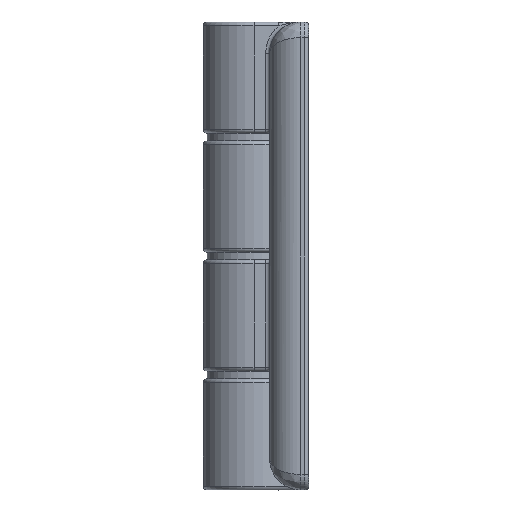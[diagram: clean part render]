
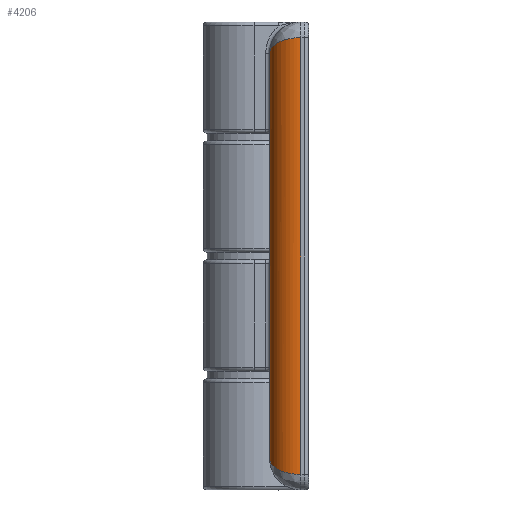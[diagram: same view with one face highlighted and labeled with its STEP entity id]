
A CAD part, left-side view. The second image highlights one B-rep face of the part: STEP entity #4206.
In plain terms, the highlighted cylindrical face has radius 4 mm (diameter 8 mm), a partial arc.
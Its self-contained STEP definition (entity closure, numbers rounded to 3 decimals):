
#180=CYLINDRICAL_SURFACE('',#4561,4.);
#333=B_SPLINE_CURVE_WITH_KNOTS('',3,(#7691,#7692,#7693,#7694,#7695,#7696,
#7697,#7698,#7699,#7700,#7701,#7702,#7703,#7704,#7705,#7706,#7707,#7708,
#7709,#7710,#7711,#7712,#7713,#7714,#7715,#7716,#7717,#7718,#7719,#7720,
#7721,#7722,#7723,#7724,#7725,#7726,#7727,#7728,#7729,#7730,#7731,#7732,
#7733,#7734,#7735,#7736),.UNSPECIFIED.,.F.,.F.,(4,3,3,3,3,3,3,3,3,3,3,3,
3,3,3,4),(0.,0.109,0.125,0.236,0.25,0.364,
0.375,0.491,0.5,0.618,0.625,0.746,0.75,
0.873,0.875,1.),.UNSPECIFIED.);
#334=B_SPLINE_CURVE_WITH_KNOTS('',3,(#7752,#7753,#7754,#7755,#7756,#7757,
#7758,#7759,#7760,#7761,#7762,#7763,#7764,#7765,#7766,#7767,#7768,#7769,
#7770,#7771,#7772,#7773,#7774,#7775,#7776,#7777,#7778,#7779,#7780,#7781,
#7782,#7783,#7784,#7785,#7786,#7787,#7788,#7789,#7790,#7791,#7792,#7793,
#7794,#7795,#7796,#7797),.UNSPECIFIED.,.F.,.F.,(4,3,3,3,3,3,3,3,3,3,3,3,
3,3,3,4),(0.,0.125,0.127,0.25,0.254,0.375,0.382,
0.5,0.509,0.625,0.636,0.75,0.764,0.875,
0.891,1.),.UNSPECIFIED.);
#416=FACE_OUTER_BOUND('',#718,.T.);
#718=EDGE_LOOP('',(#3102,#3103,#3104,#3105));
#1304=LINE('',#6758,#1563);
#1355=LINE('',#7750,#1614);
#1563=VECTOR('',#5130,52.);
#1614=VECTOR('',#5369,56.);
#1841=VERTEX_POINT('',#6755);
#1842=VERTEX_POINT('',#6757);
#1912=VERTEX_POINT('',#7680);
#1915=VERTEX_POINT('',#7748);
#2206=EDGE_CURVE('',#1841,#1842,#1304,.T.);
#2328=EDGE_CURVE('',#1912,#1841,#333,.T.);
#2335=EDGE_CURVE('',#1912,#1915,#1355,.T.);
#2336=EDGE_CURVE('',#1842,#1915,#334,.T.);
#3102=ORIENTED_EDGE('',*,*,#2335,.T.);
#3103=ORIENTED_EDGE('',*,*,#2336,.F.);
#3104=ORIENTED_EDGE('',*,*,#2206,.F.);
#3105=ORIENTED_EDGE('',*,*,#2328,.F.);
#4206=ADVANCED_FACE('',(#416),#180,.T.);
#4561=AXIS2_PLACEMENT_3D('',#7751,#5370,#5371);
#5130=DIRECTION('',(0.,-1.,0.));
#5369=DIRECTION('',(0.,-1.,0.));
#5370=DIRECTION('center_axis',(0.,-1.,0.));
#5371=DIRECTION('ref_axis',(0.,0.,-1.));
#6755=CARTESIAN_POINT('',(25.,26.,2.));
#6757=CARTESIAN_POINT('',(25.,-26.,2.));
#6758=CARTESIAN_POINT('',(25.,26.,2.));
#7680=CARTESIAN_POINT('',(29.,28.,6.));
#7691=CARTESIAN_POINT('Ctrl Pts',(29.,28.,6.));
#7692=CARTESIAN_POINT('Ctrl Pts',(29.,28.,5.787));
#7693=CARTESIAN_POINT('Ctrl Pts',(28.983,27.991,5.573));
#7694=CARTESIAN_POINT('Ctrl Pts',(28.949,27.974,5.361));
#7695=CARTESIAN_POINT('Ctrl Pts',(28.944,27.972,5.33));
#7696=CARTESIAN_POINT('Ctrl Pts',(28.938,27.969,5.3));
#7697=CARTESIAN_POINT('Ctrl Pts',(28.933,27.966,5.269));
#7698=CARTESIAN_POINT('Ctrl Pts',(28.892,27.946,5.053));
#7699=CARTESIAN_POINT('Ctrl Pts',(28.834,27.917,4.839));
#7700=CARTESIAN_POINT('Ctrl Pts',(28.758,27.879,4.629));
#7701=CARTESIAN_POINT('Ctrl Pts',(28.749,27.874,4.604));
#7702=CARTESIAN_POINT('Ctrl Pts',(28.739,27.87,4.579));
#7703=CARTESIAN_POINT('Ctrl Pts',(28.729,27.865,4.554));
#7704=CARTESIAN_POINT('Ctrl Pts',(28.647,27.824,4.341));
#7705=CARTESIAN_POINT('Ctrl Pts',(28.546,27.773,4.135));
#7706=CARTESIAN_POINT('Ctrl Pts',(28.426,27.713,3.936));
#7707=CARTESIAN_POINT('Ctrl Pts',(28.414,27.707,3.916));
#7708=CARTESIAN_POINT('Ctrl Pts',(28.402,27.701,3.897));
#7709=CARTESIAN_POINT('Ctrl Pts',(28.39,27.695,3.877));
#7710=CARTESIAN_POINT('Ctrl Pts',(28.264,27.632,3.676));
#7711=CARTESIAN_POINT('Ctrl Pts',(28.119,27.56,3.484));
#7712=CARTESIAN_POINT('Ctrl Pts',(27.955,27.478,3.304));
#7713=CARTESIAN_POINT('Ctrl Pts',(27.943,27.471,3.29));
#7714=CARTESIAN_POINT('Ctrl Pts',(27.93,27.465,3.277));
#7715=CARTESIAN_POINT('Ctrl Pts',(27.917,27.458,3.263));
#7716=CARTESIAN_POINT('Ctrl Pts',(27.747,27.373,3.082));
#7717=CARTESIAN_POINT('Ctrl Pts',(27.558,27.279,2.914));
#7718=CARTESIAN_POINT('Ctrl Pts',(27.352,27.176,2.764));
#7719=CARTESIAN_POINT('Ctrl Pts',(27.34,27.17,2.756));
#7720=CARTESIAN_POINT('Ctrl Pts',(27.328,27.164,2.747));
#7721=CARTESIAN_POINT('Ctrl Pts',(27.316,27.158,2.739));
#7722=CARTESIAN_POINT('Ctrl Pts',(27.105,27.052,2.589));
#7723=CARTESIAN_POINT('Ctrl Pts',(26.875,26.938,2.457));
#7724=CARTESIAN_POINT('Ctrl Pts',(26.633,26.816,2.348));
#7725=CARTESIAN_POINT('Ctrl Pts',(26.624,26.812,2.344));
#7726=CARTESIAN_POINT('Ctrl Pts',(26.615,26.807,2.34));
#7727=CARTESIAN_POINT('Ctrl Pts',(26.605,26.803,2.336));
#7728=CARTESIAN_POINT('Ctrl Pts',(26.357,26.678,2.227));
#7729=CARTESIAN_POINT('Ctrl Pts',(26.094,26.547,2.143));
#7730=CARTESIAN_POINT('Ctrl Pts',(25.829,26.415,2.087));
#7731=CARTESIAN_POINT('Ctrl Pts',(25.824,26.412,2.086));
#7732=CARTESIAN_POINT('Ctrl Pts',(25.82,26.41,2.085));
#7733=CARTESIAN_POINT('Ctrl Pts',(25.815,26.407,2.084));
#7734=CARTESIAN_POINT('Ctrl Pts',(25.545,26.273,2.028));
#7735=CARTESIAN_POINT('Ctrl Pts',(25.272,26.137,2.));
#7736=CARTESIAN_POINT('Ctrl Pts',(25.,26.,2.));
#7748=CARTESIAN_POINT('',(29.,-28.,6.));
#7750=CARTESIAN_POINT('',(29.,28.,6.));
#7751=CARTESIAN_POINT('Origin',(25.,108.216,6.));
#7752=CARTESIAN_POINT('Ctrl Pts',(25.,-26.,2.));
#7753=CARTESIAN_POINT('Ctrl Pts',(25.273,-26.137,2.));
#7754=CARTESIAN_POINT('Ctrl Pts',(25.546,-26.273,2.028));
#7755=CARTESIAN_POINT('Ctrl Pts',(25.816,-26.408,2.084));
#7756=CARTESIAN_POINT('Ctrl Pts',(25.821,-26.41,2.085));
#7757=CARTESIAN_POINT('Ctrl Pts',(25.826,-26.413,2.086));
#7758=CARTESIAN_POINT('Ctrl Pts',(25.83,-26.415,2.087));
#7759=CARTESIAN_POINT('Ctrl Pts',(26.096,-26.548,2.143));
#7760=CARTESIAN_POINT('Ctrl Pts',(26.358,-26.679,2.228));
#7761=CARTESIAN_POINT('Ctrl Pts',(26.607,-26.803,2.337));
#7762=CARTESIAN_POINT('Ctrl Pts',(26.616,-26.808,2.341));
#7763=CARTESIAN_POINT('Ctrl Pts',(26.625,-26.812,2.345));
#7764=CARTESIAN_POINT('Ctrl Pts',(26.634,-26.817,2.349));
#7765=CARTESIAN_POINT('Ctrl Pts',(26.877,-26.938,2.458));
#7766=CARTESIAN_POINT('Ctrl Pts',(27.106,-27.053,2.589));
#7767=CARTESIAN_POINT('Ctrl Pts',(27.317,-27.159,2.74));
#7768=CARTESIAN_POINT('Ctrl Pts',(27.329,-27.165,2.748));
#7769=CARTESIAN_POINT('Ctrl Pts',(27.341,-27.17,2.757));
#7770=CARTESIAN_POINT('Ctrl Pts',(27.353,-27.176,2.765));
#7771=CARTESIAN_POINT('Ctrl Pts',(27.559,-27.279,2.915));
#7772=CARTESIAN_POINT('Ctrl Pts',(27.748,-27.374,3.082));
#7773=CARTESIAN_POINT('Ctrl Pts',(27.917,-27.459,3.263));
#7774=CARTESIAN_POINT('Ctrl Pts',(27.93,-27.465,3.277));
#7775=CARTESIAN_POINT('Ctrl Pts',(27.943,-27.472,3.291));
#7776=CARTESIAN_POINT('Ctrl Pts',(27.956,-27.478,3.305));
#7777=CARTESIAN_POINT('Ctrl Pts',(28.12,-27.56,3.485));
#7778=CARTESIAN_POINT('Ctrl Pts',(28.265,-27.632,3.677));
#7779=CARTESIAN_POINT('Ctrl Pts',(28.391,-27.695,3.878));
#7780=CARTESIAN_POINT('Ctrl Pts',(28.403,-27.701,3.897));
#7781=CARTESIAN_POINT('Ctrl Pts',(28.415,-27.707,3.917));
#7782=CARTESIAN_POINT('Ctrl Pts',(28.427,-27.713,3.936));
#7783=CARTESIAN_POINT('Ctrl Pts',(28.546,-27.773,4.135));
#7784=CARTESIAN_POINT('Ctrl Pts',(28.647,-27.824,4.342));
#7785=CARTESIAN_POINT('Ctrl Pts',(28.729,-27.865,4.554));
#7786=CARTESIAN_POINT('Ctrl Pts',(28.739,-27.87,4.579));
#7787=CARTESIAN_POINT('Ctrl Pts',(28.749,-27.874,4.604));
#7788=CARTESIAN_POINT('Ctrl Pts',(28.758,-27.879,4.63));
#7789=CARTESIAN_POINT('Ctrl Pts',(28.834,-27.917,4.839));
#7790=CARTESIAN_POINT('Ctrl Pts',(28.893,-27.946,5.053));
#7791=CARTESIAN_POINT('Ctrl Pts',(28.933,-27.966,5.269));
#7792=CARTESIAN_POINT('Ctrl Pts',(28.938,-27.969,5.3));
#7793=CARTESIAN_POINT('Ctrl Pts',(28.944,-27.972,5.33));
#7794=CARTESIAN_POINT('Ctrl Pts',(28.949,-27.974,5.361));
#7795=CARTESIAN_POINT('Ctrl Pts',(28.983,-27.991,5.573));
#7796=CARTESIAN_POINT('Ctrl Pts',(29.,-28.,5.787));
#7797=CARTESIAN_POINT('Ctrl Pts',(29.,-28.,6.));
